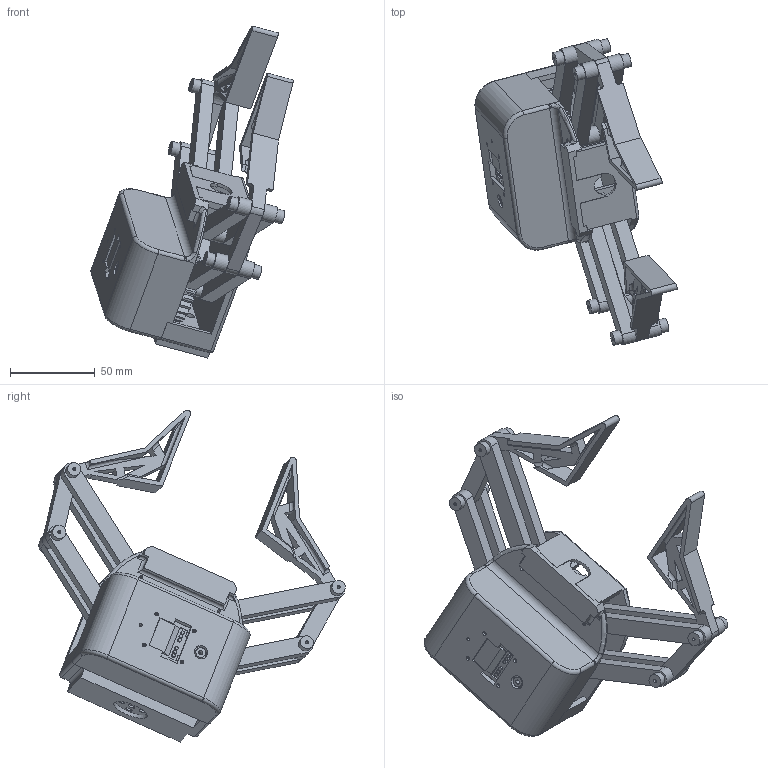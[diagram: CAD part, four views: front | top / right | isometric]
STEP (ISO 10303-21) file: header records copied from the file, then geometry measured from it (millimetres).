
FILE_DESCRIPTION(/* description */ (''),/* implementation_level */ '2;1');
FILE_NAME(/* name */ 'gripper_only.stp',/* time_stamp */ '2025-12-15T12:31:19+09:00',/* author */ ('ost97'),/* organization */ (''),/* preprocessor_version */ 'ST-DEVELOPER v20.1',/* originating_system */ 'Autodesk Inventor 2026',/* authorisation */ '');
FILE_SCHEMA (('AUTOMOTIVE_DESIGN { 1 0 10303 214 3 1 1 }'));
Products named in the file (19): gripper_only; bottom_cover; gripper_base_to_gripper_left4; gripper_base_to_gripper_left2; left_grip; right_grip; gripper_base_to_gripper_right6; gripper_base_to_gripper_right5; Spur Gear2; gripper_base_to_gripper_right3; upper_cover; STS3215_03a v1; disk; motor_body; Spur Gear1; pin; spacer; gripper_base_to_gripper_right1; stopper
Assembly tree (31 placements, depth 3):
  gripper_only
    bottom_cover
    gripper_base_to_gripper_left4
    gripper_base_to_gripper_left2
    spacer  x3
    pin  x4
    stopper  x9
    left_grip
    right_grip
    gripper_base_to_gripper_right6
    gripper_base_to_gripper_right5
    Spur Gear2
    gripper_base_to_gripper_right3
    upper_cover
    STS3215_03a v1
      disk
      motor_body
    Spur Gear1
    gripper_base_to_gripper_right1
Bounding box: 119.12 x 180.51 x 195.54 mm (x, y, z)
Volume: 239770.5 mm3; surface area: 132277.3 mm2
Topology: 30 solids, 30 shells, 821 faces, 2128 edges, 1420 vertices
Faces by surface type: cylinder 418, plane 374, torus 14, bspline 8, cone 5, sphere 2
Full cylindrical faces by diameter (mm): 1.5 x8, 1.8 x20, 2 x6, 2.2 x4, 2.5 x5, 3 x1, 3.5 x2, 4 x11, 4.8 x2, 5 x8, 5.4 x11, 5.5 x23, 6 x11, 8 x10, 9 x1, 10 x3, 20 x1, 21 x1
Entity records: 25385 total; most frequent: CARTESIAN_POINT 4930, DIRECTION 4348, ORIENTED_EDGE 3992, EDGE_CURVE 1996, AXIS2_PLACEMENT_3D 1603, VERTEX_POINT 1310, LINE 1142, VECTOR 1142
